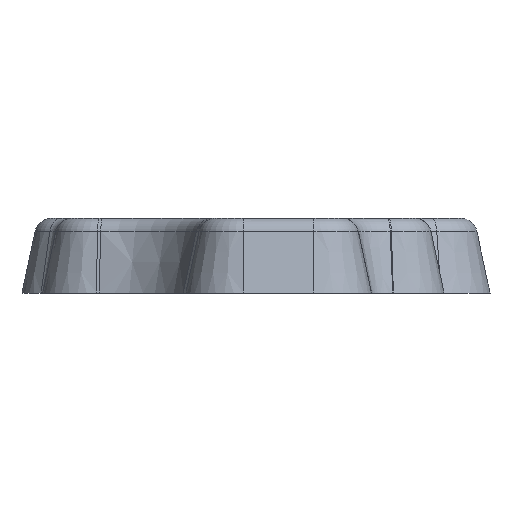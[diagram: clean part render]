
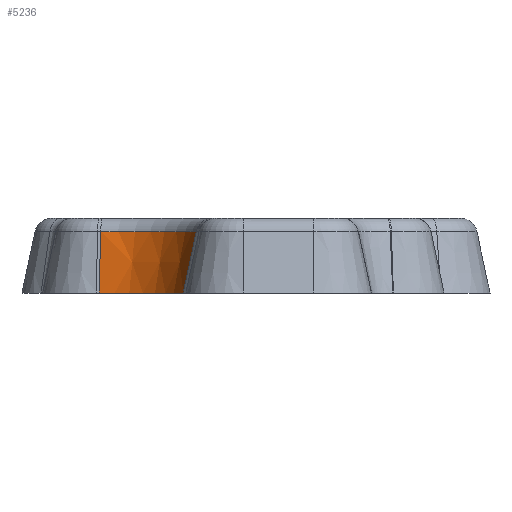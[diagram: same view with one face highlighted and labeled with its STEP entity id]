
A CAD part, left-side view. The second image highlights one B-rep face of the part: STEP entity #5236.
In plain terms, the highlighted conical face has half-angle 12 degrees and reference radius 27.374 mm.
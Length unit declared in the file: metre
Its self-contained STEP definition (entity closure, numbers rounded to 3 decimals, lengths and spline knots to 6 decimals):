
#175=B_SPLINE_CURVE_WITH_KNOTS('',3,(#8381,#8382,#8383,#8384),
 .UNSPECIFIED.,.F.,.F.,(4,4),(0.003239,0.018402),
 .UNSPECIFIED.);
#176=B_SPLINE_CURVE_WITH_KNOTS('',3,(#8390,#8391,#8392,#8393),
 .UNSPECIFIED.,.F.,.F.,(4,4),(0.003239,0.018402),
 .UNSPECIFIED.);
#319=CIRCLE('',#5694,0.0267);
#320=CIRCLE('',#5695,0.023548);
#558=CONICAL_SURFACE('',#5693,0.027374,0.209);
#998=ORIENTED_EDGE('',*,*,#2413,.F.);
#999=ORIENTED_EDGE('',*,*,#2414,.T.);
#1000=ORIENTED_EDGE('',*,*,#2410,.T.);
#1001=ORIENTED_EDGE('',*,*,#2415,.F.);
#2410=EDGE_CURVE('',#3128,#3129,#175,.T.);
#2413=EDGE_CURVE('',#3130,#3131,#176,.T.);
#2414=EDGE_CURVE('',#3130,#3128,#319,.F.);
#2415=EDGE_CURVE('',#3131,#3129,#320,.T.);
#3128=VERTEX_POINT('',#8385);
#3129=VERTEX_POINT('',#8386);
#3130=VERTEX_POINT('',#8394);
#3131=VERTEX_POINT('',#8395);
#4397=EDGE_LOOP('',(#998,#999,#1000,#1001));
#4759=FACE_BOUND('',#4397,.T.);
#5236=ADVANCED_FACE('',(#4759),#558,.F.);
#5693=AXIS2_PLACEMENT_3D('',#8389,#6671,#6672);
#5694=AXIS2_PLACEMENT_3D('',#8396,#6673,#6674);
#5695=AXIS2_PLACEMENT_3D('',#8397,#6675,#6676);
#6671=DIRECTION('',(0.,0.,1.));
#6672=DIRECTION('',(1.,0.,0.));
#6673=DIRECTION('',(0.,0.,-1.));
#6674=DIRECTION('',(-1.,0.,0.));
#6675=DIRECTION('',(0.,0.,1.));
#6676=DIRECTION('',(1.,0.,0.));
#8381=CARTESIAN_POINT('',(-0.042288,0.037444,0.014832));
#8382=CARTESIAN_POINT('',(-0.043331,0.03757,0.009888));
#8383=CARTESIAN_POINT('',(-0.044375,0.037697,0.004944));
#8384=CARTESIAN_POINT('',(-0.045418,0.037824,0.));
#8385=CARTESIAN_POINT('',(-0.042288,0.037444,0.014832));
#8386=CARTESIAN_POINT('',(-0.045418,0.037824,0.));
#8389=CARTESIAN_POINT('',(-0.068773,0.040828,0.018));
#8390=CARTESIAN_POINT('',(-0.064928,0.014406,0.014832));
#8391=CARTESIAN_POINT('',(-0.065055,0.01545,0.009888));
#8392=CARTESIAN_POINT('',(-0.065183,0.016493,0.004944));
#8393=CARTESIAN_POINT('',(-0.065311,0.017536,0.));
#8394=CARTESIAN_POINT('',(-0.064928,0.014406,0.014832));
#8395=CARTESIAN_POINT('',(-0.065311,0.017536,0.));
#8396=CARTESIAN_POINT('',(-0.068773,0.040828,0.014832));
#8397=CARTESIAN_POINT('',(-0.068773,0.040828,0.));
